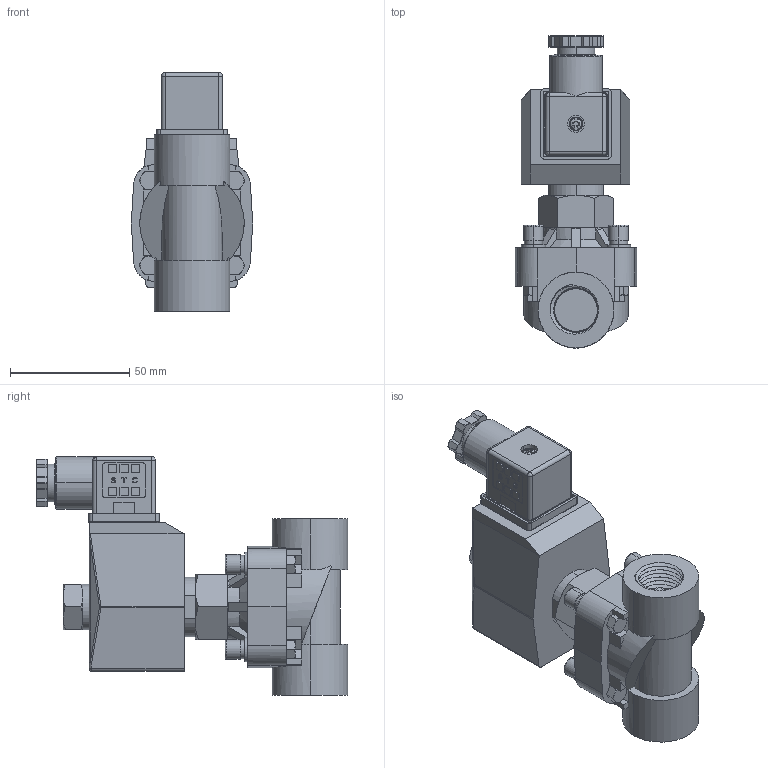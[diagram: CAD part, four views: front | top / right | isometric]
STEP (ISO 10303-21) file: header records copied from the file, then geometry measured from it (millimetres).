
FILE_DESCRIPTION (( 'STEP AP214' ), '1' );
FILE_NAME ('2PO160-1-2.STEP', '2018-10-10T17:46:00', ( '' ), ( '' ), 'SwSTEP 2.0', 'SolidWorks 2016', '' );
FILE_SCHEMA (( 'AUTOMOTIVE_DESIGN' ));
Length unit declared in the file: millimetre
Products named in the file (1): 2PO160-1-2
Bounding box: 50.8 x 130.59 x 99.86 mm (x, y, z)
Volume: 214923.8 mm3; surface area: 61859.3 mm2
Topology: 20 solids, 20 shells, 1275 faces, 3610 edges, 2420 vertices
Faces by surface type: plane 720, cylinder 340, cone 116, bspline 52, torus 26, sphere 21
Entity records: 79884 total; most frequent: CARTESIAN_POINT 34353, ORIENTED_EDGE 7204, DIRECTION 5424, EDGE_CURVE 3602, VERTEX_POINT 2420, VECTOR 2086, LINE 2086, AXIS2_PLACEMENT_3D 1669
